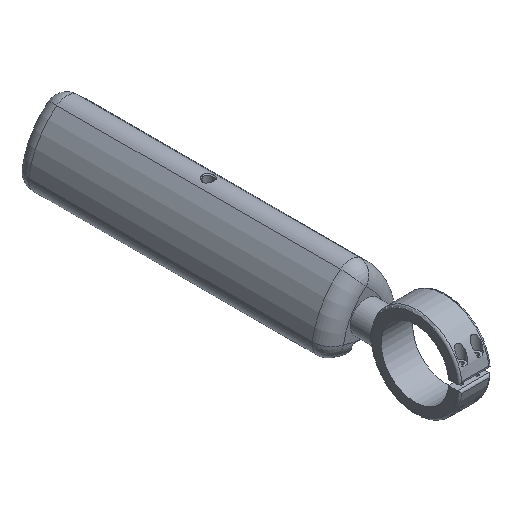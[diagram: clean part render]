
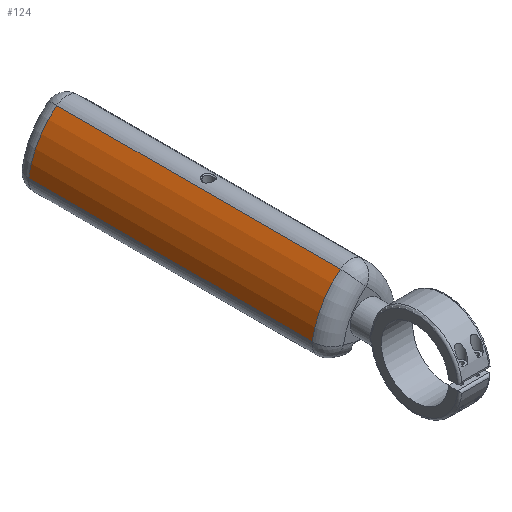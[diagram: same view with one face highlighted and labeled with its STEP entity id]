
A CAD part, isometric view. The second image highlights one B-rep face of the part: STEP entity #124.
In plain terms, the highlighted cylindrical face has radius 34.641 mm (diameter 69.282 mm), a partial arc.
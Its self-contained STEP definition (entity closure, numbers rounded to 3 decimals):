
#124 = ADVANCED_FACE( '', ( #255 ), #256, .T. );
#255 = FACE_OUTER_BOUND( '', #5625, .T. );
#256 = CYLINDRICAL_SURFACE( '', #5626, 34.641 );
#5625 = EDGE_LOOP( '', ( #5976, #5977, #5978, #5979 ) );
#5626 = AXIS2_PLACEMENT_3D( '', #5980, #5981, #5982 );
#5976 = ORIENTED_EDGE( '', *, *, #6034, .T. );
#5977 = ORIENTED_EDGE( '', *, *, #6121, .T. );
#5978 = ORIENTED_EDGE( '', *, *, #6047, .T. );
#5979 = ORIENTED_EDGE( '', *, *, #6070, .T. );
#5980 = CARTESIAN_POINT( '', ( 17.321, 28.735, -10. ) );
#5981 = DIRECTION( '', ( 0., -1., 0. ) );
#5982 = DIRECTION( '', ( 0., 0., 1. ) );
#6034 = EDGE_CURVE( '', #6159, #6157, #6160, .T. );
#6047 = EDGE_CURVE( '', #6183, #6184, #6185, .F. );
#6070 = EDGE_CURVE( '', #6184, #6159, #6224, .F. );
#6121 = EDGE_CURVE( '', #6157, #6183, #6307, .F. );
#6157 = VERTEX_POINT( '', #6414 );
#6159 = VERTEX_POINT( '', #6416 );
#6160 = LINE( '', #6417, #6418 );
#6183 = VERTEX_POINT( '', #6660 );
#6184 = VERTEX_POINT( '', #6661 );
#6185 = LINE( '', #6662, #6663 );
#6224 = CIRCLE( '', #6780, 34.641 );
#6307 = CIRCLE( '', #7268, 34.641 );
#6414 = CARTESIAN_POINT( '', ( -4.386, 161.735, 16.997 ) );
#6416 = CARTESIAN_POINT( '', ( -4.386, 35.735, 16.997 ) );
#6417 = CARTESIAN_POINT( '', ( -4.386, 28.735, 16.997 ) );
#6418 = VECTOR( '', #7369, 1000. );
#6660 = CARTESIAN_POINT( '', ( -16.913, 161.735, -4.7 ) );
#6661 = CARTESIAN_POINT( '', ( -16.913, 35.735, -4.7 ) );
#6662 = CARTESIAN_POINT( '', ( -16.913, 28.735, -4.7 ) );
#6663 = VECTOR( '', #7388, 1000. );
#6780 = AXIS2_PLACEMENT_3D( '', #7432, #7433, #7434 );
#7268 = AXIS2_PLACEMENT_3D( '', #7523, #7524, #7525 );
#7369 = DIRECTION( '', ( 0., 1., 0. ) );
#7388 = DIRECTION( '', ( 0., 1., 0. ) );
#7432 = CARTESIAN_POINT( '', ( 17.321, 35.735, -10. ) );
#7433 = DIRECTION( '', ( 0., -1., 0. ) );
#7434 = DIRECTION( '', ( 0., 0., -1. ) );
#7523 = CARTESIAN_POINT( '', ( 17.321, 161.735, -10. ) );
#7524 = DIRECTION( '', ( 0., 1., 0. ) );
#7525 = DIRECTION( '', ( 0., 0., 1. ) );
